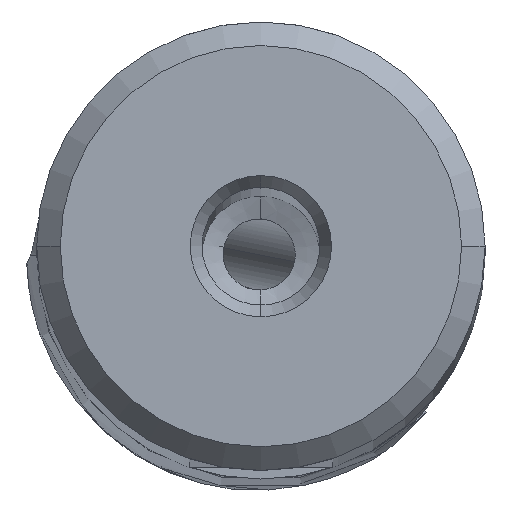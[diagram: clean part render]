
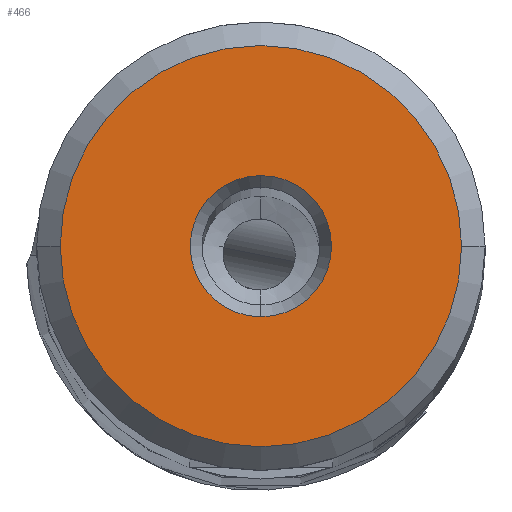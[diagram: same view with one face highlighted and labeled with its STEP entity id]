
A CAD part, top view. The second image highlights one B-rep face of the part: STEP entity #466.
In plain terms, the highlighted planar face has unit normal (0, 0, 1).
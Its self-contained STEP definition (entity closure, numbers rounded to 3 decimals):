
#466=ADVANCED_FACE('',(#591,#592),#561,.T.);
#561=PLANE('',#1777);
#591=FACE_BOUND('',#603,.T.);
#592=FACE_BOUND('',#604,.T.);
#603=EDGE_LOOP('',(#704,#705,#706));
#604=EDGE_LOOP('',(#707,#708));
#704=ORIENTED_EDGE('',*,*,#1371,.F.);
#705=ORIENTED_EDGE('',*,*,#1372,.F.);
#706=ORIENTED_EDGE('',*,*,#1373,.F.);
#707=ORIENTED_EDGE('',*,*,#1374,.F.);
#708=ORIENTED_EDGE('',*,*,#1375,.F.);
#1208=VERTEX_POINT('',#2461);
#1209=VERTEX_POINT('',#2462);
#1210=VERTEX_POINT('',#2464);
#1211=VERTEX_POINT('',#2467);
#1212=VERTEX_POINT('',#2468);
#1371=EDGE_CURVE('',#1208,#1209,#1623,.T.);
#1372=EDGE_CURVE('',#1210,#1208,#1624,.T.);
#1373=EDGE_CURVE('',#1209,#1210,#1625,.T.);
#1374=EDGE_CURVE('',#1211,#1212,#1626,.T.);
#1375=EDGE_CURVE('',#1212,#1211,#1627,.T.);
#1623=CIRCLE('',#1772,8.525);
#1624=CIRCLE('',#1773,8.525);
#1625=CIRCLE('',#1774,8.525);
#1626=CIRCLE('',#1775,3.);
#1627=CIRCLE('',#1776,3.);
#1772=AXIS2_PLACEMENT_3D('',#2460,#1980,#1981);
#1773=AXIS2_PLACEMENT_3D('',#2463,#1982,#1983);
#1774=AXIS2_PLACEMENT_3D('',#2465,#1984,#1985);
#1775=AXIS2_PLACEMENT_3D('',#2466,#1986,#1987);
#1776=AXIS2_PLACEMENT_3D('',#2469,#1988,#1989);
#1777=AXIS2_PLACEMENT_3D('',#2470,#1990,#1991);
#1980=DIRECTION('',(0.,0.,-1.));
#1981=DIRECTION('',(-1.,0.,0.));
#1982=DIRECTION('',(0.,0.,-1.));
#1983=DIRECTION('',(0.,-1.,0.));
#1984=DIRECTION('',(0.,0.,-1.));
#1985=DIRECTION('',(1.,0.,0.));
#1986=DIRECTION('',(0.,0.,1.));
#1987=DIRECTION('',(0.,1.,0.));
#1988=DIRECTION('',(0.,0.,1.));
#1989=DIRECTION('',(0.,-1.,0.));
#1990=DIRECTION('',(0.,0.,1.));
#1991=DIRECTION('',(-1.,0.,0.));
#2460=CARTESIAN_POINT('',(0.,0.,0.));
#2461=CARTESIAN_POINT('',(-8.525,0.,0.));
#2462=CARTESIAN_POINT('',(8.525,0.,0.));
#2463=CARTESIAN_POINT('',(0.,0.,0.));
#2464=CARTESIAN_POINT('',(0.,-8.525,0.));
#2465=CARTESIAN_POINT('',(0.,0.,0.));
#2466=CARTESIAN_POINT('',(0.,0.,0.));
#2467=CARTESIAN_POINT('',(0.,3.,0.));
#2468=CARTESIAN_POINT('',(0.,-3.,0.));
#2469=CARTESIAN_POINT('',(0.,0.,0.));
#2470=CARTESIAN_POINT('',(0.,0.,0.));
